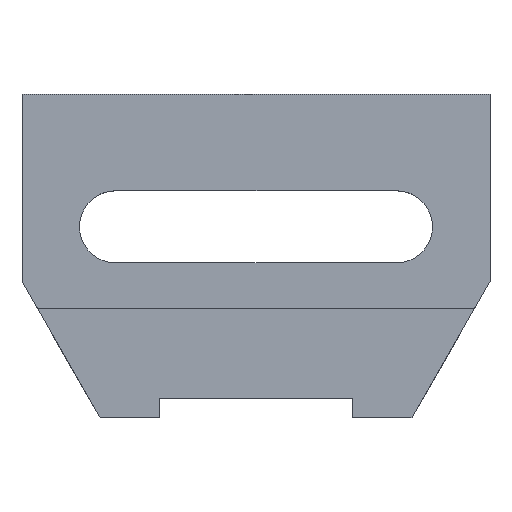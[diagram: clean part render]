
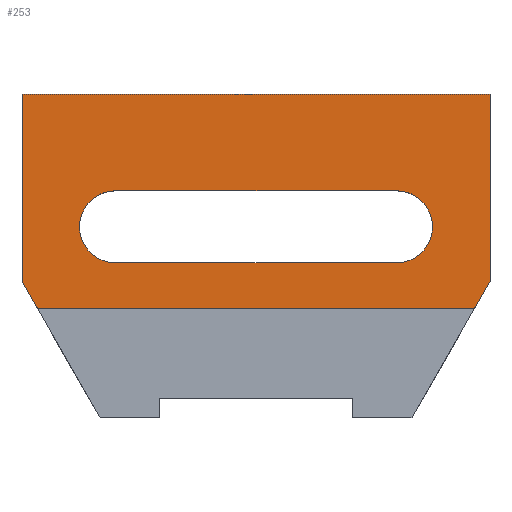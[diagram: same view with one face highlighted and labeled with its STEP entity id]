
A CAD part, top view. The second image highlights one B-rep face of the part: STEP entity #253.
In plain terms, the highlighted planar face has unit normal (0, 0, 1).
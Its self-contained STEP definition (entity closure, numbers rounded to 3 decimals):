
#149=EDGE_CURVE('',#301,#367,#411,.T.);
#179=VERTEX_POINT('',#442);
#197=VERTEX_POINT('',#462);
#219=EDGE_CURVE('',#333,#197,#486,.T.);
#221=VERTEX_POINT('',#488);
#223=VERTEX_POINT('',#490);
#225=EDGE_CURVE('',#335,#301,#492,.T.);
#243=EDGE_CURVE('',#179,#251,#515,.T.);
#249=EDGE_CURVE('',#307,#333,#521,.T.);
#251=VERTEX_POINT('',#523);
#253=ADVANCED_FACE('',(#525,#526),#527,.T.);
#259=EDGE_CURVE('',#197,#223,#533,.T.);
#301=VERTEX_POINT('',#578);
#307=VERTEX_POINT('',#584);
#333=VERTEX_POINT('',#610);
#335=VERTEX_POINT('',#612);
#365=EDGE_CURVE('',#179,#223,#647,.T.);
#367=VERTEX_POINT('',#649);
#371=EDGE_CURVE('',#367,#221,#654,.T.);
#385=EDGE_CURVE('',#251,#307,#669,.T.);
#387=EDGE_CURVE('',#221,#335,#671,.T.);
#411=LINE('',#690,#691);
#442=CARTESIAN_POINT('',(56.0,-21.0,20.0));
#462=CARTESIAN_POINT('',(-60.0,-14.0,20.0));
#486=LINE('',#800,#801);
#488=CARTESIAN_POINT('',(-36.0,9.25,20.0));
#490=CARTESIAN_POINT('',(-56.0,-21.0,20.0));
#492=CIRCLE('',#808,9.25);
#515=LINE('',#836,#837);
#521=LINE('',#846,#847);
#523=CARTESIAN_POINT('',(60.0,-14.0,20.0));
#525=FACE_BOUND('',#851,.T.);
#526=FACE_OUTER_BOUND('',#852,.T.);
#527=PLANE('',#853);
#533=LINE('',#863,#864);
#578=CARTESIAN_POINT('',(36.0,-9.25,20.0));
#584=CARTESIAN_POINT('',(60.0,34.0,20.0));
#610=CARTESIAN_POINT('',(-60.0,34.0,20.0));
#612=CARTESIAN_POINT('',(36.0,9.25,20.0));
#647=LINE('',#1026,#1027);
#649=CARTESIAN_POINT('',(-36.0,-9.25,20.0));
#654=CIRCLE('',#1035,9.25);
#669=LINE('',#1055,#1056);
#671=LINE('',#1059,#1060);
#690=CARTESIAN_POINT('',(12.0,-9.25,20.0));
#691=VECTOR('',#1071,1.0);
#800=CARTESIAN_POINT('',(-60.0,-21.0,20.0));
#801=VECTOR('',#1136,1.0);
#808=AXIS2_PLACEMENT_3D('',#1137,#1138,#1139);
#836=CARTESIAN_POINT('',(70.338,4.092,20.0));
#837=VECTOR('',#1186,1.0);
#846=CARTESIAN_POINT('',(60.0,34.0,20.0));
#847=VECTOR('',#1188,1.0);
#851=EDGE_LOOP('',(#1190,#1191,#1192,#1193));
#852=EDGE_LOOP('',(#1194,#1195,#1196,#1197,#1198,#1199));
#853=AXIS2_PLACEMENT_3D('',#1200,#1201,#1202);
#863=CARTESIAN_POINT('',(-45.569,-39.254,20.0));
#864=VECTOR('',#1207,1.0);
#1026=CARTESIAN_POINT('',(60.0,-21.0,20.0));
#1027=VECTOR('',#1308,1.0);
#1035=AXIS2_PLACEMENT_3D('',#1317,#1318,#1319);
#1055=CARTESIAN_POINT('',(60.0,-21.0,20.0));
#1056=VECTOR('',#1330,1.0);
#1059=CARTESIAN_POINT('',(48.0,9.25,20.0));
#1060=VECTOR('',#1331,1.0);
#1071=DIRECTION('',(-1.0,0.0,0.0));
#1136=DIRECTION('',(0.0,-1.0,0.0));
#1137=CARTESIAN_POINT('',(36.0,0.,20.0));
#1138=DIRECTION('',(0.0,0.0,-1.0));
#1139=DIRECTION('',(0.0,1.0,0.0));
#1186=DIRECTION('',(0.496,0.868,0.0));
#1188=DIRECTION('',(-1.0,0.0,0.0));
#1190=ORIENTED_EDGE('',*,*,#225,.T.);
#1191=ORIENTED_EDGE('',*,*,#149,.T.);
#1192=ORIENTED_EDGE('',*,*,#371,.T.);
#1193=ORIENTED_EDGE('',*,*,#387,.T.);
#1194=ORIENTED_EDGE('',*,*,#259,.T.);
#1195=ORIENTED_EDGE('',*,*,#365,.F.);
#1196=ORIENTED_EDGE('',*,*,#243,.T.);
#1197=ORIENTED_EDGE('',*,*,#385,.T.);
#1198=ORIENTED_EDGE('',*,*,#249,.T.);
#1199=ORIENTED_EDGE('',*,*,#219,.T.);
#1200=CARTESIAN_POINT('',(60.0,34.0,20.0));
#1201=DIRECTION('',(0.0,0.0,1.0));
#1202=DIRECTION('',(-1.0,0.0,0.0));
#1207=DIRECTION('',(0.496,-0.868,0.0));
#1308=DIRECTION('',(-1.0,0.0,0.0));
#1317=CARTESIAN_POINT('',(-36.0,0.,20.0));
#1318=DIRECTION('',(0.0,0.0,-1.0));
#1319=DIRECTION('',(0.0,-1.0,0.0));
#1330=DIRECTION('',(0.0,1.0,0.0));
#1331=DIRECTION('',(1.0,0.0,0.0));
